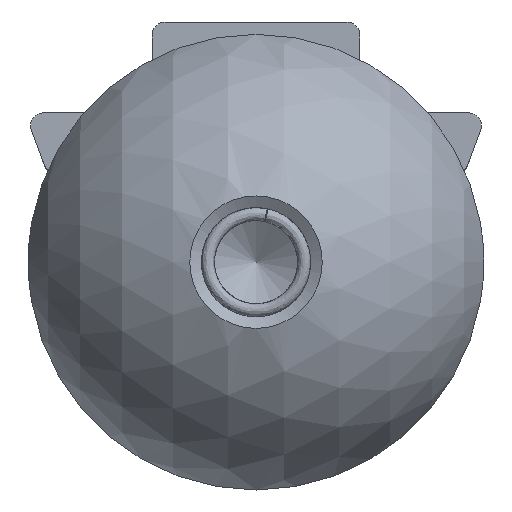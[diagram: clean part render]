
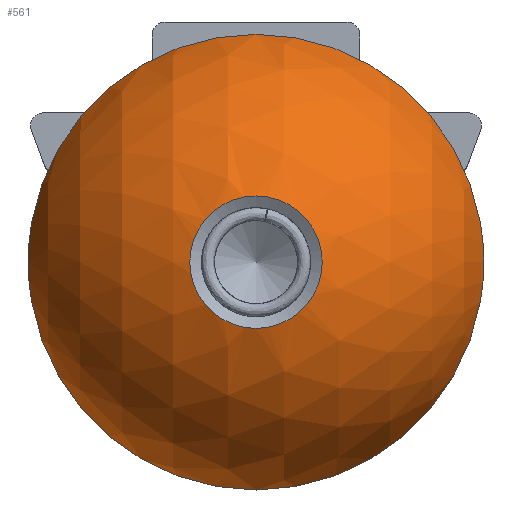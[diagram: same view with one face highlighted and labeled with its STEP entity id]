
A CAD part, left-side view. The second image highlights one B-rep face of the part: STEP entity #561.
In plain terms, the highlighted spherical face has radius 9 mm.
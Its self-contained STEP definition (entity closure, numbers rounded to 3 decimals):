
#527=CARTESIAN_POINT('',(130.119,150.,193.55));
#528=VERTEX_POINT('',#527);
#529=CARTESIAN_POINT('',(130.119,150.,196.1));
#530=DIRECTION('',(1.0,0.0,0.0));
#531=DIRECTION('',(0.0,0.0,-1.0));
#532=AXIS2_PLACEMENT_3D('',#529,#530,#531);
#533=CIRCLE('',#532,2.55);
#534=EDGE_CURVE('',#528,#528,#533,.T.);
#542=CARTESIAN_POINT('',(138.75,150.,196.1));
#543=DIRECTION('',(0.0,1.0,0.0));
#544=DIRECTION('',(0.0,0.0,-1.0));
#545=AXIS2_PLACEMENT_3D('',#542,#543,#544);
#546=SPHERICAL_SURFACE('',#545,9.0);
#547=CARTESIAN_POINT('',(136.75,150.,187.326));
#548=VERTEX_POINT('',#547);
#549=CARTESIAN_POINT('',(136.75,150.,196.1));
#550=DIRECTION('',(1.0,0.0,0.0));
#551=DIRECTION('',(0.0,0.0,-1.0));
#552=AXIS2_PLACEMENT_3D('',#549,#550,#551);
#553=CIRCLE('',#552,8.775);
#554=EDGE_CURVE('',#548,#548,#553,.T.);
#555=ORIENTED_EDGE('',*,*,#554,.F.);
#556=EDGE_LOOP('',(#555));
#557=FACE_OUTER_BOUND('',#556,.T.);
#558=ORIENTED_EDGE('',*,*,#534,.T.);
#559=EDGE_LOOP('',(#558));
#560=FACE_BOUND('',#559,.T.);
#561=ADVANCED_FACE('',(#557,#560),#546,.T.);
